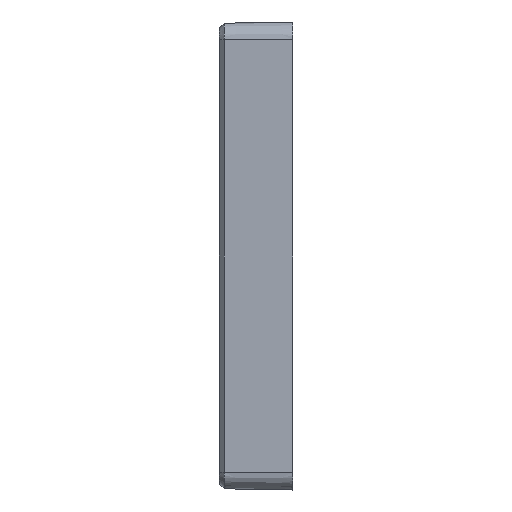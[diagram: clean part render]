
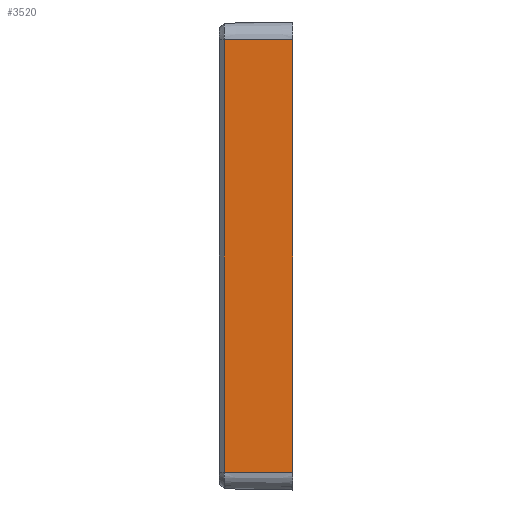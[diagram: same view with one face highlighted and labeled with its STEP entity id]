
A CAD part, left-side view. The second image highlights one B-rep face of the part: STEP entity #3520.
In plain terms, the highlighted planar face has unit normal (-1, 0.018, 0).
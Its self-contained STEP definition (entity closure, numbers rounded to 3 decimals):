
#2815 = CARTESIAN_POINT ( 'NONE',  ( -179.692, 23.372, 74.1 ) ) ;
#2816 = DIRECTION ( 'NONE',  ( 0., 0., 1. ) ) ;
#2817 = VECTOR ( 'NONE', #2816, 1000. ) ;
#2818 = CARTESIAN_POINT ( 'NONE',  ( -180.1, 0., 74.1 ) ) ;
#2819 = LINE ( 'NONE', #2818, #2817 ) ;
#2822 = DIRECTION ( 'NONE',  ( -0.017, -1., 0. ) ) ;
#2823 = VECTOR ( 'NONE', #2822, 1000. ) ;
#2824 = CARTESIAN_POINT ( 'NONE',  ( -180.1, 0., 74.1 ) ) ;
#2825 = LINE ( 'NONE', #2824, #2823 ) ;
#2871 = CARTESIAN_POINT ( 'NONE',  ( -180.1, 0., -74.1 ) ) ;
#2872 = CARTESIAN_POINT ( 'NONE',  ( -179.692, 23.372, -74.1 ) ) ;
#2873 = DIRECTION ( 'NONE',  ( -0.017, -1., 0. ) ) ;
#2874 = VECTOR ( 'NONE', #2873, 1000. ) ;
#2875 = CARTESIAN_POINT ( 'NONE',  ( -180.1, 0., -74.1 ) ) ;
#2876 = LINE ( 'NONE', #2875, #2874 ) ;
#3072 = DIRECTION ( 'NONE',  ( 0., 0., -1. ) ) ;
#3073 = VECTOR ( 'NONE', #3072, 1000. ) ;
#3074 = CARTESIAN_POINT ( 'NONE',  ( -179.692, 23.372, -74.1 ) ) ;
#3075 = LINE ( 'NONE', #3074, #3073 ) ;
#3076 = CARTESIAN_POINT ( 'NONE',  ( -180.1, 0., 74.1 ) ) ;
#3077 = DIRECTION ( 'NONE',  ( -0.017, -1., 0. ) ) ;
#3078 = DIRECTION ( 'NONE',  ( -1., 0.017, 0. ) ) ;
#3079 = CARTESIAN_POINT ( 'NONE',  ( -180.1, 0., 74.1 ) ) ;
#3080 = AXIS2_PLACEMENT_3D ( 'NONE', #3079, #3078, #3077 ) ;
#3081 = PLANE ( 'NONE',  #3080 ) ;
#3082 = FACE_OUTER_BOUND ( 'NONE', #3482, .T. ) ;
#3468 = EDGE_CURVE ( 'NONE', #3469, #3470, #2876, .T. ) ;
#3469 = VERTEX_POINT ( 'NONE', #2872 ) ;
#3470 = VERTEX_POINT ( 'NONE', #2871 ) ;
#3479 = EDGE_CURVE ( 'NONE', #3489, #3521, #2825, .T. ) ;
#3482 = EDGE_LOOP ( 'NONE', ( #3490, #3486, #3487, #3491 ) ) ;
#3486 = ORIENTED_EDGE ( 'NONE', *, *, #3522, .T. ) ;
#3487 = ORIENTED_EDGE ( 'NONE', *, *, #3468, .T. ) ;
#3488 = EDGE_CURVE ( 'NONE', #3470, #3521, #2819, .T. ) ;
#3489 = VERTEX_POINT ( 'NONE', #2815 ) ;
#3490 = ORIENTED_EDGE ( 'NONE', *, *, #3479, .F. ) ;
#3491 = ORIENTED_EDGE ( 'NONE', *, *, #3488, .T. ) ;
#3520 = ADVANCED_FACE ( 'NONE', ( #3082 ), #3081, .T. ) ;
#3521 = VERTEX_POINT ( 'NONE', #3076 ) ;
#3522 = EDGE_CURVE ( 'NONE', #3489, #3469, #3075, .T. ) ;
